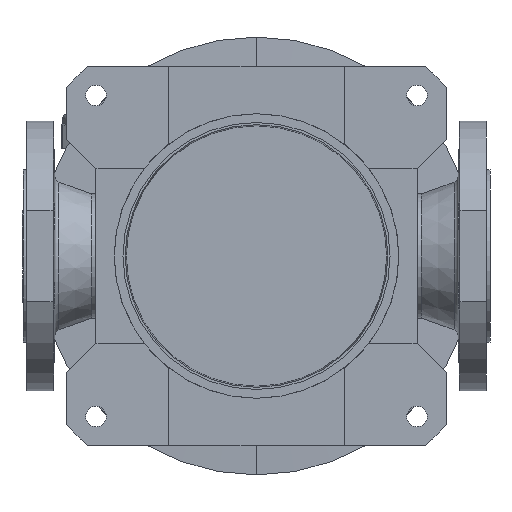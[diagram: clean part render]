
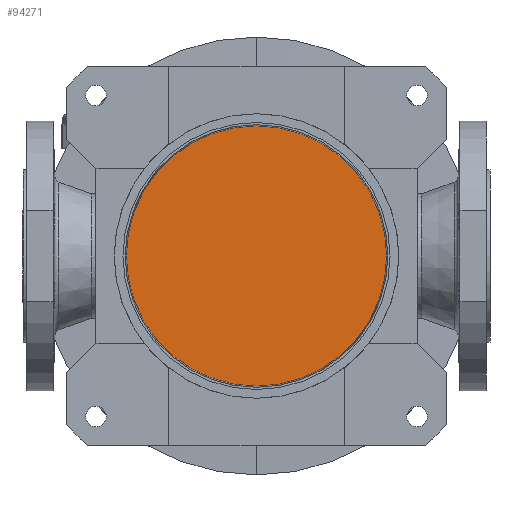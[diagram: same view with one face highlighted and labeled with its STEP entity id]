
A CAD part, front view. The second image highlights one B-rep face of the part: STEP entity #94271.
In plain terms, the highlighted planar face has unit normal (0, -1, 0).
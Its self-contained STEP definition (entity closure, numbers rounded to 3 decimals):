
#3238 = ORIENTED_EDGE ( 'NONE', *, *, #26853, .F. ) ;
#9649 = CIRCLE ( 'NONE', #64386, 89.214 ) ;
#26853 = EDGE_CURVE ( 'NONE', #84552, #70246, #48823, .T. ) ;
#27468 = CARTESIAN_POINT ( 'NONE',  ( 0., -46., 89.214 ) ) ;
#28952 = DIRECTION ( 'NONE',  ( 0., -1., 0. ) ) ;
#29610 = DIRECTION ( 'NONE',  ( 0., 0., -1. ) ) ;
#33376 = DIRECTION ( 'NONE',  ( 0., 1., 0. ) ) ;
#35381 = DIRECTION ( 'NONE',  ( 0., 1., 0. ) ) ;
#48823 = CIRCLE ( 'NONE', #122448, 89.214 ) ;
#55150 = CARTESIAN_POINT ( 'NONE',  ( 0., -46., 0. ) ) ;
#64386 = AXIS2_PLACEMENT_3D ( 'NONE', #55150, #35381, #104590 ) ;
#70246 = VERTEX_POINT ( 'NONE', #27468 ) ;
#73604 = DIRECTION ( 'NONE',  ( 0., 0., 1. ) ) ;
#84552 = VERTEX_POINT ( 'NONE', #126024 ) ;
#85849 = ORIENTED_EDGE ( 'NONE', *, *, #99248, .F. ) ;
#94271 = ADVANCED_FACE ( 'NONE', ( #129730 ), #111324, .T. ) ;
#99248 = EDGE_CURVE ( 'NONE', #70246, #84552, #9649, .T. ) ;
#99473 = EDGE_LOOP ( 'NONE', ( #3238, #85849 ) ) ;
#100784 = CARTESIAN_POINT ( 'NONE',  ( 0., -46., 0. ) ) ;
#104590 = DIRECTION ( 'NONE',  ( 0., 0., 1. ) ) ;
#107790 = AXIS2_PLACEMENT_3D ( 'NONE', #100784, #28952, #29610 ) ;
#111324 = PLANE ( 'NONE',  #107790 ) ;
#122448 = AXIS2_PLACEMENT_3D ( 'NONE', #123633, #33376, #73604 ) ;
#123633 = CARTESIAN_POINT ( 'NONE',  ( 0., -46., 0. ) ) ;
#126024 = CARTESIAN_POINT ( 'NONE',  ( 0., -46., -89.214 ) ) ;
#129730 = FACE_OUTER_BOUND ( 'NONE', #99473, .T. ) ;
